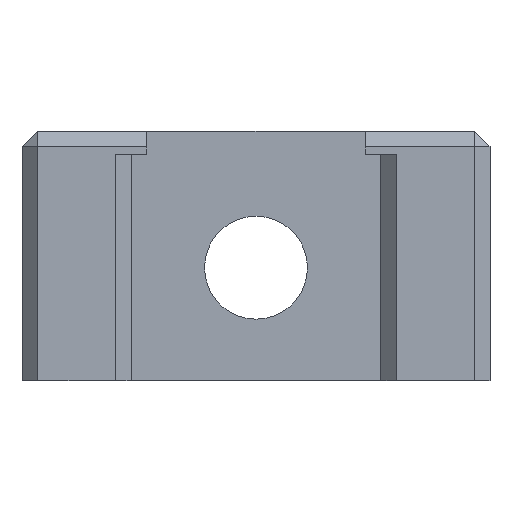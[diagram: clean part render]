
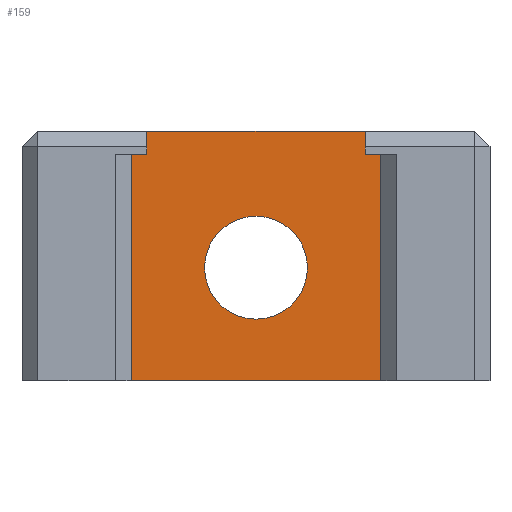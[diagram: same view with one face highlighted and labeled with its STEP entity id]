
A CAD part, left-side view. The second image highlights one B-rep face of the part: STEP entity #159.
In plain terms, the highlighted planar face has unit normal (-1, 0, 0).
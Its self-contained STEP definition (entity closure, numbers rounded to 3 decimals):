
#24 = CARTESIAN_POINT ( 'NONE',  ( 25.5, -8., 14.5 ) ) ;
#75 = EDGE_CURVE ( 'NONE', #1160, #367, #493, .T. ) ;
#78 = DIRECTION ( 'NONE',  ( 0., 0., -1. ) ) ;
#84 = CARTESIAN_POINT ( 'NONE',  ( 25.5, -7., 16.001 ) ) ;
#94 = ORIENTED_EDGE ( 'NONE', *, *, #957, .F. ) ;
#98 = VECTOR ( 'NONE', #489, 1000. ) ;
#106 = DIRECTION ( 'NONE',  ( 0., -1., 0. ) ) ;
#127 = CARTESIAN_POINT ( 'NONE',  ( 25.5, -8., 0. ) ) ;
#142 = VERTEX_POINT ( 'NONE', #230 ) ;
#159 = ADVANCED_FACE ( 'NONE', ( #1182, #989 ), #536, .T. ) ;
#195 = LINE ( 'NONE', #301, #359 ) ;
#230 = CARTESIAN_POINT ( 'NONE',  ( 25.5, -8., 14.5 ) ) ;
#271 = ORIENTED_EDGE ( 'NONE', *, *, #568, .F. ) ;
#286 = DIRECTION ( 'NONE',  ( 0., 0., -1. ) ) ;
#294 = AXIS2_PLACEMENT_3D ( 'NONE', #1068, #1242, #775 ) ;
#301 = CARTESIAN_POINT ( 'NONE',  ( 25.5, -7., 16. ) ) ;
#304 = VERTEX_POINT ( 'NONE', #631 ) ;
#309 = CARTESIAN_POINT ( 'NONE',  ( 25.5, 0., 7.25 ) ) ;
#326 = DIRECTION ( 'NONE',  ( 0., 0., -1. ) ) ;
#333 = LINE ( 'NONE', #610, #437 ) ;
#339 = VECTOR ( 'NONE', #326, 1000. ) ;
#340 = VERTEX_POINT ( 'NONE', #543 ) ;
#359 = VECTOR ( 'NONE', #106, 1000. ) ;
#367 = VERTEX_POINT ( 'NONE', #846 ) ;
#380 = EDGE_CURVE ( 'NONE', #142, #367, #729, .T. ) ;
#387 = EDGE_CURVE ( 'NONE', #691, #1160, #195, .T. ) ;
#432 = CARTESIAN_POINT ( 'NONE',  ( 25.5, -7., 16. ) ) ;
#434 = LINE ( 'NONE', #810, #339 ) ;
#437 = VECTOR ( 'NONE', #442, 1000. ) ;
#438 = AXIS2_PLACEMENT_3D ( 'NONE', #309, #1178, #507 ) ;
#442 = DIRECTION ( 'NONE',  ( 0., 0., -1. ) ) ;
#454 = ORIENTED_EDGE ( 'NONE', *, *, #866, .F. ) ;
#472 = ORIENTED_EDGE ( 'NONE', *, *, #380, .T. ) ;
#479 = EDGE_CURVE ( 'NONE', #304, #593, #726, .T. ) ;
#489 = DIRECTION ( 'NONE',  ( 0., 1., 0. ) ) ;
#493 = LINE ( 'NONE', #84, #520 ) ;
#506 = CARTESIAN_POINT ( 'NONE',  ( 25.5, 8., 14.5 ) ) ;
#507 = DIRECTION ( 'NONE',  ( 0., 0., 1. ) ) ;
#511 = DIRECTION ( 'NONE',  ( -1., 0., 0. ) ) ;
#515 = ORIENTED_EDGE ( 'NONE', *, *, #479, .T. ) ;
#520 = VECTOR ( 'NONE', #286, 1000. ) ;
#523 = VERTEX_POINT ( 'NONE', #127 ) ;
#530 = CARTESIAN_POINT ( 'NONE',  ( 25.5, -8., 14.5 ) ) ;
#536 = PLANE ( 'NONE',  #1077 ) ;
#543 = CARTESIAN_POINT ( 'NONE',  ( 25.5, 8., 0. ) ) ;
#568 = EDGE_CURVE ( 'NONE', #142, #523, #333, .T. ) ;
#572 = EDGE_LOOP ( 'NONE', ( #792, #94 ) ) ;
#573 = CARTESIAN_POINT ( 'NONE',  ( 25.5, 0., 10.55 ) ) ;
#593 = VERTEX_POINT ( 'NONE', #964 ) ;
#598 = EDGE_CURVE ( 'NONE', #937, #749, #1079, .T. ) ;
#610 = CARTESIAN_POINT ( 'NONE',  ( 25.5, -8., 14.5 ) ) ;
#615 = CARTESIAN_POINT ( 'NONE',  ( 25.5, 0., 3.95 ) ) ;
#631 = CARTESIAN_POINT ( 'NONE',  ( 25.5, 7., 14.5 ) ) ;
#642 = DIRECTION ( 'NONE',  ( 0., 1., 0. ) ) ;
#654 = CARTESIAN_POINT ( 'NONE',  ( 25.5, -8., 0. ) ) ;
#655 = ORIENTED_EDGE ( 'NONE', *, *, #75, .F. ) ;
#689 = EDGE_CURVE ( 'NONE', #691, #304, #434, .T. ) ;
#691 = VERTEX_POINT ( 'NONE', #999 ) ;
#717 = VECTOR ( 'NONE', #78, 1000. ) ;
#726 = LINE ( 'NONE', #24, #1057 ) ;
#729 = LINE ( 'NONE', #1120, #98 ) ;
#730 = ORIENTED_EDGE ( 'NONE', *, *, #387, .F. ) ;
#741 = LINE ( 'NONE', #654, #1183 ) ;
#749 = VERTEX_POINT ( 'NONE', #615 ) ;
#768 = ORIENTED_EDGE ( 'NONE', *, *, #1011, .T. ) ;
#775 = DIRECTION ( 'NONE',  ( 0., 0., 1. ) ) ;
#792 = ORIENTED_EDGE ( 'NONE', *, *, #598, .F. ) ;
#810 = CARTESIAN_POINT ( 'NONE',  ( 25.5, 7., 16.001 ) ) ;
#846 = CARTESIAN_POINT ( 'NONE',  ( 25.5, -7., 14.5 ) ) ;
#866 = EDGE_CURVE ( 'NONE', #523, #340, #741, .T. ) ;
#909 = DIRECTION ( 'NONE',  ( 0., -1., 0. ) ) ;
#937 = VERTEX_POINT ( 'NONE', #573 ) ;
#946 = EDGE_LOOP ( 'NONE', ( #454, #271, #472, #655, #730, #953, #515, #768 ) ) ;
#953 = ORIENTED_EDGE ( 'NONE', *, *, #689, .T. ) ;
#957 = EDGE_CURVE ( 'NONE', #749, #937, #1161, .T. ) ;
#964 = CARTESIAN_POINT ( 'NONE',  ( 25.5, 8., 14.5 ) ) ;
#989 = FACE_OUTER_BOUND ( 'NONE', #946, .T. ) ;
#999 = CARTESIAN_POINT ( 'NONE',  ( 25.5, 7., 16. ) ) ;
#1011 = EDGE_CURVE ( 'NONE', #593, #340, #1151, .T. ) ;
#1057 = VECTOR ( 'NONE', #1116, 1000. ) ;
#1068 = CARTESIAN_POINT ( 'NONE',  ( 25.5, 0., 7.25 ) ) ;
#1077 = AXIS2_PLACEMENT_3D ( 'NONE', #530, #511, #909 ) ;
#1079 = CIRCLE ( 'NONE', #438, 3.3 ) ;
#1116 = DIRECTION ( 'NONE',  ( 0., 1., 0. ) ) ;
#1120 = CARTESIAN_POINT ( 'NONE',  ( 25.5, -8., 14.5 ) ) ;
#1151 = LINE ( 'NONE', #506, #717 ) ;
#1160 = VERTEX_POINT ( 'NONE', #432 ) ;
#1161 = CIRCLE ( 'NONE', #294, 3.3 ) ;
#1178 = DIRECTION ( 'NONE',  ( -1., 0., 0. ) ) ;
#1182 = FACE_BOUND ( 'NONE', #572, .T. ) ;
#1183 = VECTOR ( 'NONE', #642, 1000. ) ;
#1242 = DIRECTION ( 'NONE',  ( -1., 0., 0. ) ) ;
